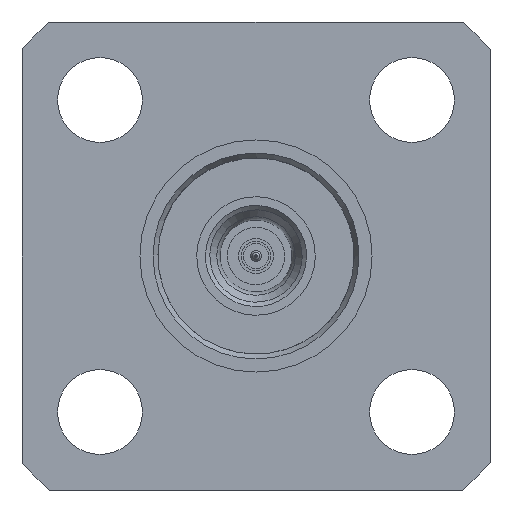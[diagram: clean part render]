
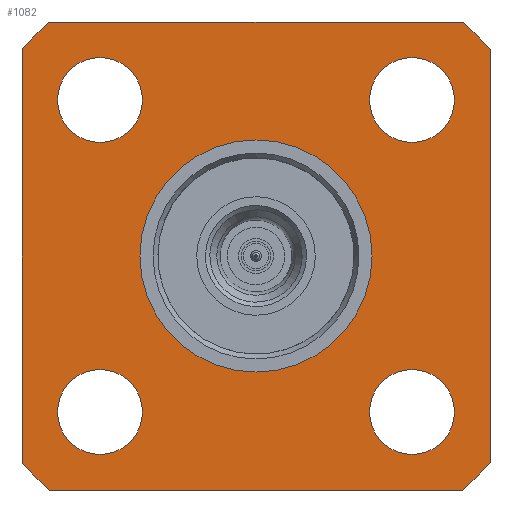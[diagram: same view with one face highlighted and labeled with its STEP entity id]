
A CAD part, left-side view. The second image highlights one B-rep face of the part: STEP entity #1082.
In plain terms, the highlighted planar face has unit normal (-1, 0, 0).
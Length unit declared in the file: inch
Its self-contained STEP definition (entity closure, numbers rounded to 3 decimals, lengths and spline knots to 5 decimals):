
#80=LINE('',#1929,#139);
#84=LINE('',#1938,#143);
#88=LINE('',#1947,#147);
#92=LINE('',#1956,#151);
#139=VECTOR('',#1540,0.3937);
#143=VECTOR('',#1546,0.3937);
#147=VECTOR('',#1552,0.3937);
#151=VECTOR('',#1558,0.3937);
#197=FACE_BOUND('',#347,.T.);
#198=FACE_BOUND('',#348,.T.);
#199=FACE_BOUND('',#349,.T.);
#200=FACE_BOUND('',#350,.T.);
#201=FACE_BOUND('',#351,.T.);
#266=FACE_OUTER_BOUND('',#346,.T.);
#346=EDGE_LOOP('',(#934,#935,#936,#937,#938,#939,#940,#941));
#347=EDGE_LOOP('',(#942));
#348=EDGE_LOOP('',(#943));
#349=EDGE_LOOP('',(#944));
#350=EDGE_LOOP('',(#945));
#351=EDGE_LOOP('',(#946));
#428=CIRCLE('',#1223,0.034);
#430=CIRCLE('',#1226,0.034);
#432=CIRCLE('',#1229,0.034);
#434=CIRCLE('',#1232,0.034);
#435=CIRCLE('',#1238,0.25);
#436=CIRCLE('',#1239,0.25);
#437=CIRCLE('',#1240,0.25);
#438=CIRCLE('',#1241,0.25);
#439=CIRCLE('',#1242,0.093);
#518=VERTEX_POINT('',#1905);
#520=VERTEX_POINT('',#1911);
#522=VERTEX_POINT('',#1917);
#524=VERTEX_POINT('',#1923);
#525=VERTEX_POINT('',#1927);
#526=VERTEX_POINT('',#1928);
#529=VERTEX_POINT('',#1936);
#530=VERTEX_POINT('',#1937);
#533=VERTEX_POINT('',#1945);
#534=VERTEX_POINT('',#1946);
#537=VERTEX_POINT('',#1954);
#538=VERTEX_POINT('',#1955);
#541=VERTEX_POINT('',#1967);
#653=EDGE_CURVE('',#518,#518,#428,.T.);
#656=EDGE_CURVE('',#520,#520,#430,.T.);
#659=EDGE_CURVE('',#522,#522,#432,.T.);
#662=EDGE_CURVE('',#524,#524,#434,.T.);
#663=EDGE_CURVE('',#525,#526,#80,.T.);
#667=EDGE_CURVE('',#529,#530,#84,.T.);
#671=EDGE_CURVE('',#533,#534,#88,.T.);
#675=EDGE_CURVE('',#537,#538,#92,.T.);
#679=EDGE_CURVE('',#533,#526,#435,.T.);
#680=EDGE_CURVE('',#537,#534,#436,.T.);
#681=EDGE_CURVE('',#529,#538,#437,.T.);
#682=EDGE_CURVE('',#525,#530,#438,.T.);
#683=EDGE_CURVE('',#541,#541,#439,.T.);
#934=ORIENTED_EDGE('',*,*,#663,.T.);
#935=ORIENTED_EDGE('',*,*,#679,.F.);
#936=ORIENTED_EDGE('',*,*,#671,.T.);
#937=ORIENTED_EDGE('',*,*,#680,.F.);
#938=ORIENTED_EDGE('',*,*,#675,.T.);
#939=ORIENTED_EDGE('',*,*,#681,.F.);
#940=ORIENTED_EDGE('',*,*,#667,.T.);
#941=ORIENTED_EDGE('',*,*,#682,.F.);
#942=ORIENTED_EDGE('',*,*,#653,.T.);
#943=ORIENTED_EDGE('',*,*,#656,.T.);
#944=ORIENTED_EDGE('',*,*,#659,.T.);
#945=ORIENTED_EDGE('',*,*,#662,.T.);
#946=ORIENTED_EDGE('',*,*,#683,.T.);
#1021=PLANE('',#1237);
#1082=ADVANCED_FACE('',(#266,#197,#198,#199,#200,#201),#1021,.T.);
#1223=AXIS2_PLACEMENT_3D('',#1907,#1515,#1516);
#1226=AXIS2_PLACEMENT_3D('',#1913,#1522,#1523);
#1229=AXIS2_PLACEMENT_3D('',#1919,#1529,#1530);
#1232=AXIS2_PLACEMENT_3D('',#1925,#1536,#1537);
#1237=AXIS2_PLACEMENT_3D('',#1962,#1562,#1563);
#1238=AXIS2_PLACEMENT_3D('',#1963,#1564,#1565);
#1239=AXIS2_PLACEMENT_3D('',#1964,#1566,#1567);
#1240=AXIS2_PLACEMENT_3D('',#1965,#1568,#1569);
#1241=AXIS2_PLACEMENT_3D('',#1966,#1570,#1571);
#1242=AXIS2_PLACEMENT_3D('',#1968,#1572,#1573);
#1515=DIRECTION('center_axis',(1.,0.,0.));
#1516=DIRECTION('ref_axis',(0.,0.,-1.));
#1522=DIRECTION('center_axis',(1.,0.,0.));
#1523=DIRECTION('ref_axis',(0.,0.,-1.));
#1529=DIRECTION('center_axis',(1.,0.,0.));
#1530=DIRECTION('ref_axis',(0.,0.,-1.));
#1536=DIRECTION('center_axis',(1.,0.,0.));
#1537=DIRECTION('ref_axis',(0.,0.,-1.));
#1540=DIRECTION('',(0.,0.,1.));
#1546=DIRECTION('',(0.,-1.,0.));
#1552=DIRECTION('',(0.,1.,0.));
#1558=DIRECTION('',(0.,0.,-1.));
#1562=DIRECTION('center_axis',(-1.,0.,0.));
#1563=DIRECTION('ref_axis',(0.,0.,1.));
#1564=DIRECTION('center_axis',(1.,0.,0.));
#1565=DIRECTION('ref_axis',(0.,0.,-1.));
#1566=DIRECTION('center_axis',(1.,0.,0.));
#1567=DIRECTION('ref_axis',(0.,0.,-1.));
#1568=DIRECTION('center_axis',(1.,0.,0.));
#1569=DIRECTION('ref_axis',(0.,0.,-1.));
#1570=DIRECTION('center_axis',(1.,0.,0.));
#1571=DIRECTION('ref_axis',(0.,0.,-1.));
#1572=DIRECTION('center_axis',(1.,0.,0.));
#1573=DIRECTION('ref_axis',(0.,0.,-1.));
#1905=CARTESIAN_POINT('',(0.085,-0.125,-0.091));
#1907=CARTESIAN_POINT('Origin',(0.085,-0.125,-0.125));
#1911=CARTESIAN_POINT('',(0.085,0.125,-0.091));
#1913=CARTESIAN_POINT('Origin',(0.085,0.125,-0.125));
#1917=CARTESIAN_POINT('',(0.085,-0.125,0.159));
#1919=CARTESIAN_POINT('Origin',(0.085,-0.125,0.125));
#1923=CARTESIAN_POINT('',(0.085,0.125,0.159));
#1925=CARTESIAN_POINT('Origin',(0.085,0.125,0.125));
#1927=CARTESIAN_POINT('',(0.085,-0.1875,-0.16536));
#1928=CARTESIAN_POINT('',(0.085,-0.1875,0.16536));
#1929=CARTESIAN_POINT('',(0.085,-0.1875,0.08268));
#1936=CARTESIAN_POINT('',(0.085,0.16536,-0.1875));
#1937=CARTESIAN_POINT('',(0.085,-0.16536,-0.1875));
#1938=CARTESIAN_POINT('',(0.085,0.04232,-0.1875));
#1945=CARTESIAN_POINT('',(0.085,-0.16536,0.1875));
#1946=CARTESIAN_POINT('',(0.085,0.16536,0.1875));
#1947=CARTESIAN_POINT('',(0.085,0.20768,0.1875));
#1954=CARTESIAN_POINT('',(0.085,0.1875,0.16536));
#1955=CARTESIAN_POINT('',(0.085,0.1875,-0.16536));
#1956=CARTESIAN_POINT('',(0.085,0.1875,-0.08268));
#1962=CARTESIAN_POINT('Origin',(0.085,0.25,0.));
#1963=CARTESIAN_POINT('Origin',(0.085,0.,0.));
#1964=CARTESIAN_POINT('Origin',(0.085,0.,0.));
#1965=CARTESIAN_POINT('Origin',(0.085,0.,0.));
#1966=CARTESIAN_POINT('Origin',(0.085,0.,0.));
#1967=CARTESIAN_POINT('',(0.085,-0.093,0.));
#1968=CARTESIAN_POINT('Origin',(0.085,0.,0.));
